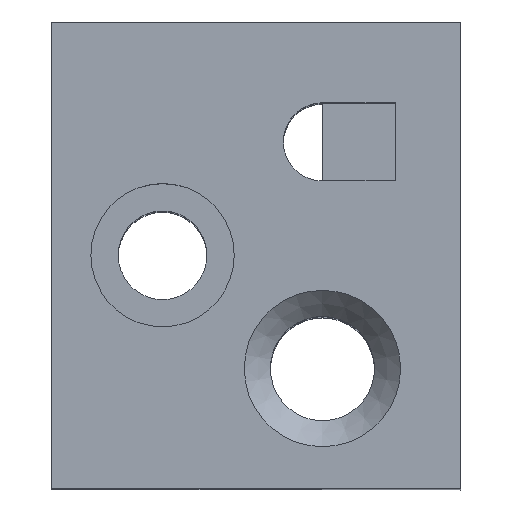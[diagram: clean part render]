
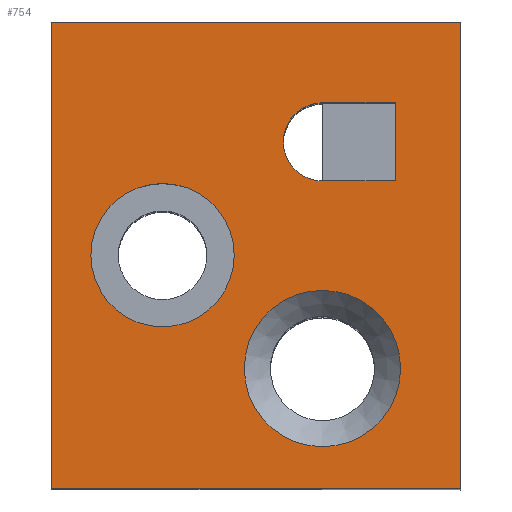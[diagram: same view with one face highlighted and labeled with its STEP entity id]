
A CAD part, top view. The second image highlights one B-rep face of the part: STEP entity #754.
In plain terms, the highlighted planar face has unit normal (0, 0, 1).
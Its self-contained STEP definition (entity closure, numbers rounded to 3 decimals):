
#32=FACE_BOUND('',#119,.T.);
#33=FACE_BOUND('',#120,.T.);
#34=FACE_BOUND('',#121,.T.);
#50=CIRCLE('',#811,3.);
#51=CIRCLE('',#813,2.75);
#52=CIRCLE('',#814,1.5);
#76=FACE_OUTER_BOUND('',#118,.T.);
#118=EDGE_LOOP('',(#541,#542,#543,#544));
#119=EDGE_LOOP('',(#545));
#120=EDGE_LOOP('',(#546,#547,#548,#549));
#121=EDGE_LOOP('',(#550));
#169=LINE('',#1090,#251);
#180=LINE('',#1113,#262);
#191=LINE('',#1144,#273);
#192=LINE('',#1145,#274);
#193=LINE('',#1152,#275);
#194=LINE('',#1154,#276);
#195=LINE('',#1155,#277);
#251=VECTOR('',#874,10.);
#262=VECTOR('',#889,10.);
#273=VECTOR('',#914,10.);
#274=VECTOR('',#915,10.);
#275=VECTOR('',#920,10.);
#276=VECTOR('',#921,10.);
#277=VECTOR('',#922,10.);
#333=VERTEX_POINT('',#1087);
#334=VERTEX_POINT('',#1089);
#344=VERTEX_POINT('',#1111);
#356=VERTEX_POINT('',#1139);
#357=VERTEX_POINT('',#1143);
#358=VERTEX_POINT('',#1146);
#359=VERTEX_POINT('',#1148);
#360=VERTEX_POINT('',#1149);
#361=VERTEX_POINT('',#1151);
#362=VERTEX_POINT('',#1153);
#403=EDGE_CURVE('',#334,#333,#169,.T.);
#415=EDGE_CURVE('',#344,#333,#180,.T.);
#429=EDGE_CURVE('',#356,#356,#50,.T.);
#430=EDGE_CURVE('',#357,#344,#191,.T.);
#431=EDGE_CURVE('',#357,#334,#192,.T.);
#432=EDGE_CURVE('',#358,#358,#51,.T.);
#433=EDGE_CURVE('',#359,#360,#52,.T.);
#434=EDGE_CURVE('',#359,#361,#193,.T.);
#435=EDGE_CURVE('',#361,#362,#194,.T.);
#436=EDGE_CURVE('',#362,#360,#195,.T.);
#541=ORIENTED_EDGE('',*,*,#430,.F.);
#542=ORIENTED_EDGE('',*,*,#431,.T.);
#543=ORIENTED_EDGE('',*,*,#403,.T.);
#544=ORIENTED_EDGE('',*,*,#415,.F.);
#545=ORIENTED_EDGE('',*,*,#432,.T.);
#546=ORIENTED_EDGE('',*,*,#433,.F.);
#547=ORIENTED_EDGE('',*,*,#434,.T.);
#548=ORIENTED_EDGE('',*,*,#435,.T.);
#549=ORIENTED_EDGE('',*,*,#436,.T.);
#550=ORIENTED_EDGE('',*,*,#429,.F.);
#728=PLANE('',#812);
#754=ADVANCED_FACE('',(#76,#32,#33,#34),#728,.T.);
#811=AXIS2_PLACEMENT_3D('',#1141,#910,#911);
#812=AXIS2_PLACEMENT_3D('',#1142,#912,#913);
#813=AXIS2_PLACEMENT_3D('',#1147,#916,#917);
#814=AXIS2_PLACEMENT_3D('',#1150,#918,#919);
#874=DIRECTION('',(1.,0.,0.));
#889=DIRECTION('',(0.,-1.,0.));
#910=DIRECTION('center_axis',(0.,0.,
1.));
#911=DIRECTION('ref_axis',(0.,-1.,0.));
#912=DIRECTION('center_axis',(0.,0.,
1.));
#913=DIRECTION('ref_axis',(0.,-1.,0.));
#914=DIRECTION('',(1.,0.,0.));
#915=DIRECTION('',(0.,-1.,0.));
#916=DIRECTION('center_axis',(0.,0.,
-1.));
#917=DIRECTION('ref_axis',(0.,-1.,0.));
#918=DIRECTION('center_axis',(0.,0.,
1.));
#919=DIRECTION('ref_axis',(0.,-1.,0.));
#920=DIRECTION('',(1.,0.,0.));
#921=DIRECTION('',(0.,-1.,0.));
#922=DIRECTION('',(-1.,0.,0.));
#1087=CARTESIAN_POINT('',(4.799,80.519,-70.49));
#1089=CARTESIAN_POINT('',(-10.901,80.519,-70.49));
#1090=CARTESIAN_POINT('',(-10.901,80.519,-70.49));
#1111=CARTESIAN_POINT('',(4.799,98.419,-70.49));
#1113=CARTESIAN_POINT('',(4.799,80.519,-70.49));
#1139=CARTESIAN_POINT('',(-0.501,88.119,-70.49));
#1141=CARTESIAN_POINT('Origin',(-0.501,85.119,-70.49));
#1142=CARTESIAN_POINT('Origin',(-3.638,89.469,-70.49));
#1143=CARTESIAN_POINT('',(-10.901,98.419,-70.49));
#1144=CARTESIAN_POINT('',(3.799,98.419,-70.49));
#1145=CARTESIAN_POINT('',(-10.901,98.419,-70.49));
#1146=CARTESIAN_POINT('',(-6.638,92.219,-70.49));
#1147=CARTESIAN_POINT('Origin',(-6.638,89.469,-70.49));
#1148=CARTESIAN_POINT('',(-0.501,95.319,-70.49));
#1149=CARTESIAN_POINT('',(-0.501,92.319,-70.49));
#1150=CARTESIAN_POINT('Origin',(-0.501,93.819,-70.49));
#1151=CARTESIAN_POINT('',(2.299,95.319,-70.49));
#1152=CARTESIAN_POINT('',(-3.101,95.319,-70.49));
#1153=CARTESIAN_POINT('',(2.299,92.319,-70.49));
#1154=CARTESIAN_POINT('',(2.299,95.319,-70.49));
#1155=CARTESIAN_POINT('',(0.299,92.319,-70.49));
